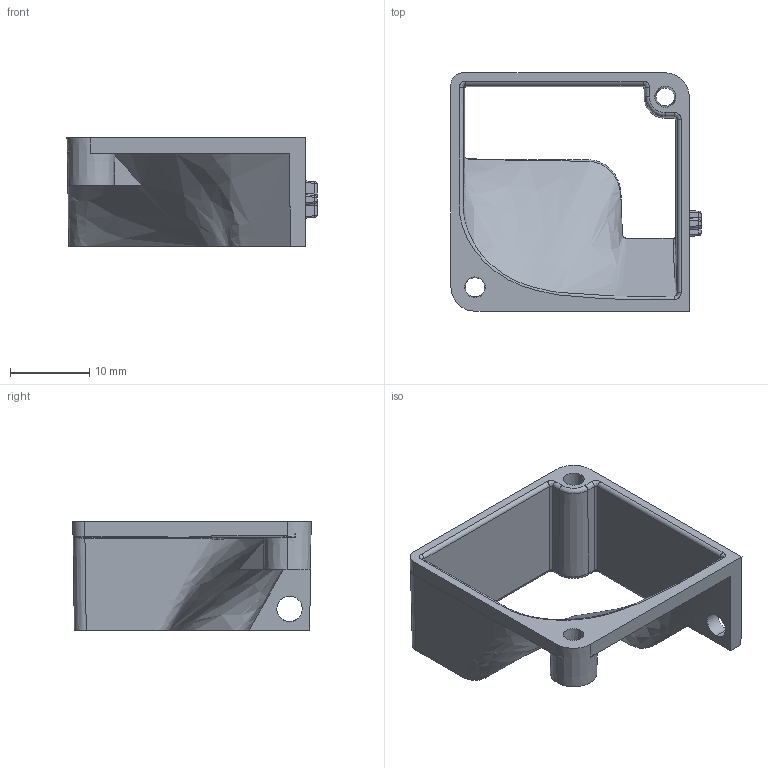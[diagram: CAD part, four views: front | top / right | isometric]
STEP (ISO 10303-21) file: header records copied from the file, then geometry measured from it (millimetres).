
FILE_DESCRIPTION (( 'STEP AP214' ), '1' );
FILE_NAME ('散热片导风件.STEP', '2025-12-01T08:24:44', ( 'Windows 用户' ), ( '' ), 'SwSTEP 2.0', 'SolidWorks 2016', '' );
FILE_SCHEMA (( 'AUTOMOTIVE_DESIGN' ));
Length unit declared in the file: millimetre
Products named in the file (1): 散热片导风件
Bounding box: 31.53 x 30.06 x 13.7 mm (x, y, z)
Volume: 2693.8 mm3; surface area: 3743.6 mm2
Topology: 1 solids, 1 shells, 114 faces, 286 edges, 165 vertices
Faces by surface type: cylinder 39, bspline 38, plane 29, cone 8
Entity records: 11063 total; most frequent: CARTESIAN_POINT 8695, ORIENTED_EDGE 552, DIRECTION 387, EDGE_CURVE 276, VERTEX_POINT 165, AXIS2_PLACEMENT_3D 135, EDGE_LOOP 123, LINE 117
